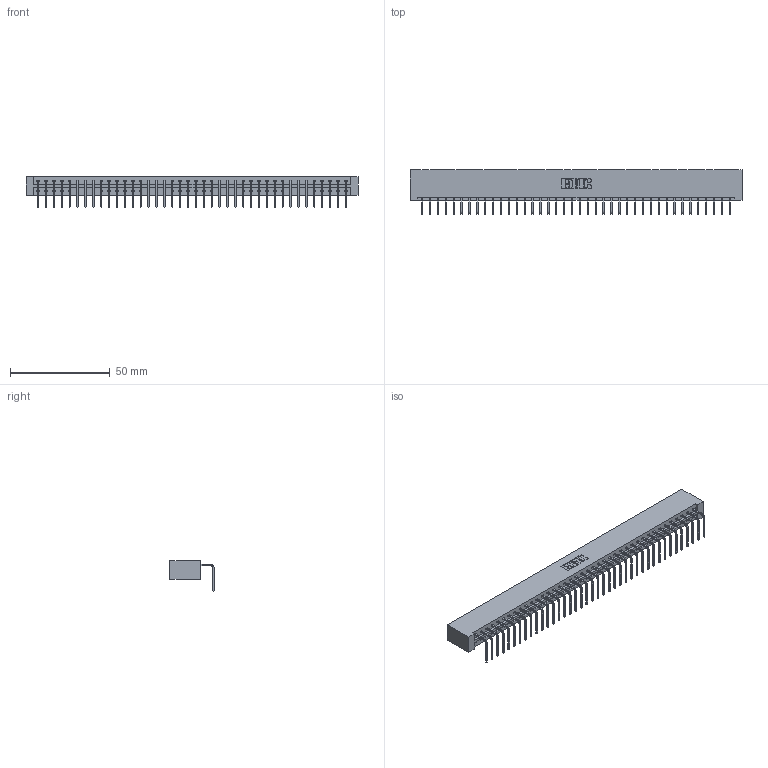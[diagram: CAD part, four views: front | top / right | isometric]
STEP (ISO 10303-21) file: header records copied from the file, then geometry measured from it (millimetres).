
FILE_DESCRIPTION (( 'STEP AP203' ), '1' );
FILE_NAME ('333-040-558-101.STEP', '2018-08-03T14:41:07', ( '' ), ( '' ), 'SwSTEP 2.0', 'SolidWorks 2016', '' );
FILE_SCHEMA (( 'CONFIG_CONTROL_DESIGN' ));
Length unit declared in the file: inch
Products named in the file (3): 333 Part_Lugless; 345-292-001_558 Tail - 2; 333-040-558-101
Assembly tree (41 placements, depth 2):
  333-040-558-101
    333 Part_Lugless
    345-292-001_558 Tail - 2  x40
Bounding box: 166.75 x 22.17 x 15.37 mm (x, y, z)
Volume: 17508.7 mm3; surface area: 19704.8 mm2
Topology: 41 solids, 41 shells, 2506 faces, 7567 edges, 4990 vertices
Faces by surface type: plane 1826, cylinder 680
Entity records: 24519 total; most frequent: CARTESIAN_POINT 4238, ORIENTED_EDGE 4214, DIRECTION 3571, EDGE_CURVE 2107, LINE 1987, VECTOR 1987, VERTEX_POINT 1402, AXIS2_PLACEMENT_3D 792
